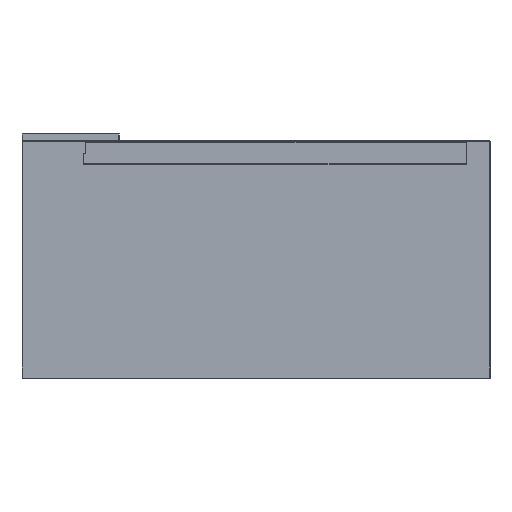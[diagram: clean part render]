
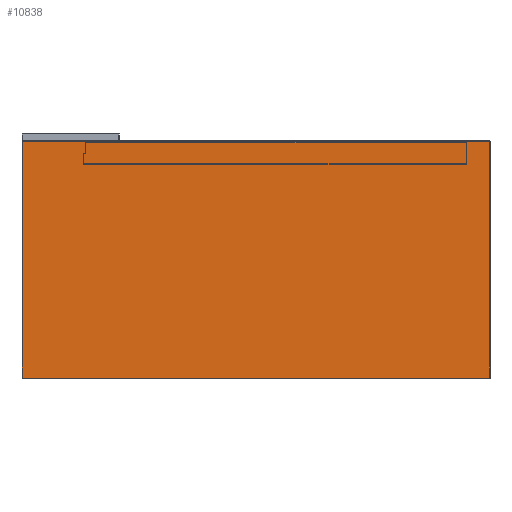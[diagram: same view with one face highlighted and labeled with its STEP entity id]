
A CAD part, left-side view. The second image highlights one B-rep face of the part: STEP entity #10838.
In plain terms, the highlighted planar face has unit normal (-1, 0, 0).
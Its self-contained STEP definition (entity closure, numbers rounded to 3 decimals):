
#302 = PLANE ( 'NONE',  #4545 ) ;
#350 = LINE ( 'NONE', #7938, #5118 ) ;
#523 = DIRECTION ( 'NONE',  ( 0., 1., 0. ) ) ;
#654 = DIRECTION ( 'NONE',  ( 0., 0., 1. ) ) ;
#843 = ORIENTED_EDGE ( 'NONE', *, *, #2215, .T. ) ;
#1134 = DIRECTION ( 'NONE',  ( 0., -1., 0. ) ) ;
#1249 = LINE ( 'NONE', #7230, #2558 ) ;
#1561 = CARTESIAN_POINT ( 'NONE',  ( -750., 1299., -659. ) ) ;
#1919 = DIRECTION ( 'NONE',  ( 1., 0., 0. ) ) ;
#2215 = EDGE_CURVE ( 'NONE', #9929, #10450, #350, .T. ) ;
#2558 = VECTOR ( 'NONE', #523, 1000. ) ;
#2642 = ORIENTED_EDGE ( 'NONE', *, *, #9600, .T. ) ;
#2907 = EDGE_CURVE ( 'NONE', #5432, #9929, #6101, .T. ) ;
#3006 = VERTEX_POINT ( 'NONE', #5317 ) ;
#3041 = LINE ( 'NONE', #9870, #7496 ) ;
#3317 = DIRECTION ( 'NONE',  ( 0., 0., -1. ) ) ;
#4360 = CARTESIAN_POINT ( 'NONE',  ( -750., 1300., -100. ) ) ;
#4545 = AXIS2_PLACEMENT_3D ( 'NONE', #4360, #1919, #9629 ) ;
#5118 = VECTOR ( 'NONE', #1134, 1000. ) ;
#5317 = CARTESIAN_POINT ( 'NONE',  ( -750., 1., -1. ) ) ;
#5403 = FACE_OUTER_BOUND ( 'NONE', #7145, .T. ) ;
#5432 = VERTEX_POINT ( 'NONE', #5754 ) ;
#5664 = ORIENTED_EDGE ( 'NONE', *, *, #2907, .T. ) ;
#5754 = CARTESIAN_POINT ( 'NONE',  ( -750., 1299., -1. ) ) ;
#5992 = VECTOR ( 'NONE', #3317, 1000. ) ;
#6101 = LINE ( 'NONE', #10102, #5992 ) ;
#6792 = ORIENTED_EDGE ( 'NONE', *, *, #7829, .T. ) ;
#7145 = EDGE_LOOP ( 'NONE', ( #6792, #2642, #5664, #843 ) ) ;
#7230 = CARTESIAN_POINT ( 'NONE',  ( -750., 1300., -1. ) ) ;
#7496 = VECTOR ( 'NONE', #654, 1000. ) ;
#7829 = EDGE_CURVE ( 'NONE', #10450, #3006, #3041, .T. ) ;
#7864 = CARTESIAN_POINT ( 'NONE',  ( -750., 1., -659. ) ) ;
#7938 = CARTESIAN_POINT ( 'NONE',  ( -750., 1300., -659. ) ) ;
#9600 = EDGE_CURVE ( 'NONE', #3006, #5432, #1249, .T. ) ;
#9629 = DIRECTION ( 'NONE',  ( 0., 0., -1. ) ) ;
#9870 = CARTESIAN_POINT ( 'NONE',  ( -750., 1., 0. ) ) ;
#9929 = VERTEX_POINT ( 'NONE', #1561 ) ;
#10102 = CARTESIAN_POINT ( 'NONE',  ( -750., 1299., -100. ) ) ;
#10450 = VERTEX_POINT ( 'NONE', #7864 ) ;
#10838 = ADVANCED_FACE ( 'Fl�che5', ( #5403 ), #302, .F. ) ;
